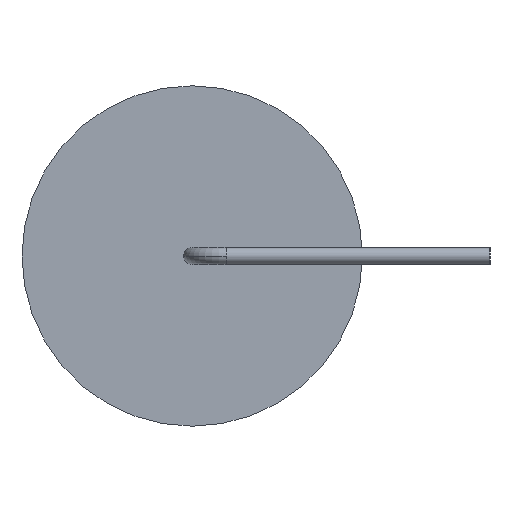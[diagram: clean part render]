
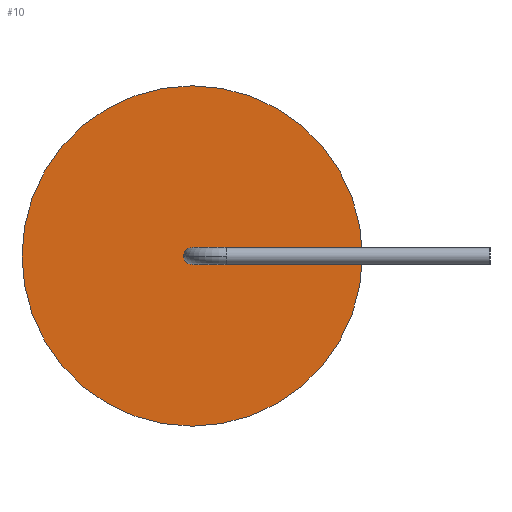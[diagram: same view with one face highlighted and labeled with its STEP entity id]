
A CAD part, left-side view. The second image highlights one B-rep face of the part: STEP entity #10.
In plain terms, the highlighted planar face has unit normal (-1, 0, 0).
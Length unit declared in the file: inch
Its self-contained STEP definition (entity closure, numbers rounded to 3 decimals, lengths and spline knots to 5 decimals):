
#10 = ADVANCED_FACE ( 'NONE', ( #392, #386 ), #332, .F. ) ;
#11 = EDGE_LOOP ( 'NONE', ( #49, #51 ) ) ;
#32 = EDGE_CURVE ( 'NONE', #59, #60, #437, .T. ) ;
#49 = ORIENTED_EDGE ( 'NONE', *, *, #50, .F. ) ;
#50 = EDGE_CURVE ( 'NONE', #175, #172, #425, .T. ) ;
#51 = ORIENTED_EDGE ( 'NONE', *, *, #174, .F. ) ;
#52 = EDGE_LOOP ( 'NONE', ( #53, #54 ) ) ;
#53 = ORIENTED_EDGE ( 'NONE', *, *, #32, .T. ) ;
#54 = ORIENTED_EDGE ( 'NONE', *, *, #58, .T. ) ;
#58 = EDGE_CURVE ( 'NONE', #60, #59, #416, .T. ) ;
#59 = VERTEX_POINT ( 'NONE', #411 ) ;
#60 = VERTEX_POINT ( 'NONE', #410 ) ;
#172 = VERTEX_POINT ( 'NONE', #587 ) ;
#174 = EDGE_CURVE ( 'NONE', #172, #175, #585, .T. ) ;
#175 = VERTEX_POINT ( 'NONE', #586 ) ;
#327 = DIRECTION ( 'NONE',  ( 0., 1., 0. ) ) ;
#328 = DIRECTION ( 'NONE',  ( 1., 0., 0. ) ) ;
#329 = CARTESIAN_POINT ( 'NONE',  ( 0.1, 0.175, 0. ) ) ;
#330 = AXIS2_PLACEMENT_3D ( 'NONE', #329, #328, #327 ) ;
#332 = PLANE ( 'NONE',  #330 ) ;
#386 = FACE_OUTER_BOUND ( 'NONE', #52, .T. ) ;
#392 = FACE_BOUND ( 'NONE', #11, .T. ) ;
#410 = CARTESIAN_POINT ( 'NONE',  ( 0.1, 0.275, 0. ) ) ;
#411 = CARTESIAN_POINT ( 'NONE',  ( 0.1, 0.075, 0. ) ) ;
#412 = DIRECTION ( 'NONE',  ( 0., -1., 0. ) ) ;
#413 = DIRECTION ( 'NONE',  ( -1., 0., 0. ) ) ;
#414 = CARTESIAN_POINT ( 'NONE',  ( 0.1, 0.175, 0. ) ) ;
#415 = AXIS2_PLACEMENT_3D ( 'NONE', #414, #413, #412 ) ;
#416 = CIRCLE ( 'NONE', #415, 0.1 ) ;
#417 = DIRECTION ( 'NONE',  ( 0., 1., 0. ) ) ;
#418 = DIRECTION ( 'NONE',  ( -1., 0., 0. ) ) ;
#419 = CARTESIAN_POINT ( 'NONE',  ( 0.1, 0.175, 0. ) ) ;
#420 = AXIS2_PLACEMENT_3D ( 'NONE', #419, #418, #417 ) ;
#425 = CIRCLE ( 'NONE', #420, 0.005 ) ;
#433 = DIRECTION ( 'NONE',  ( 0., -1., 0. ) ) ;
#434 = DIRECTION ( 'NONE',  ( -1., 0., 0. ) ) ;
#435 = CARTESIAN_POINT ( 'NONE',  ( 0.1, 0.175, 0. ) ) ;
#436 = AXIS2_PLACEMENT_3D ( 'NONE', #435, #434, #433 ) ;
#437 = CIRCLE ( 'NONE', #436, 0.1 ) ;
#581 = DIRECTION ( 'NONE',  ( 0., 1., 0. ) ) ;
#582 = DIRECTION ( 'NONE',  ( -1., 0., 0. ) ) ;
#583 = CARTESIAN_POINT ( 'NONE',  ( 0.1, 0.175, 0. ) ) ;
#584 = AXIS2_PLACEMENT_3D ( 'NONE', #583, #582, #581 ) ;
#585 = CIRCLE ( 'NONE', #584, 0.005 ) ;
#586 = CARTESIAN_POINT ( 'NONE',  ( 0.1, 0.175, -0.005 ) ) ;
#587 = CARTESIAN_POINT ( 'NONE',  ( 0.1, 0.175, 0.005 ) ) ;
